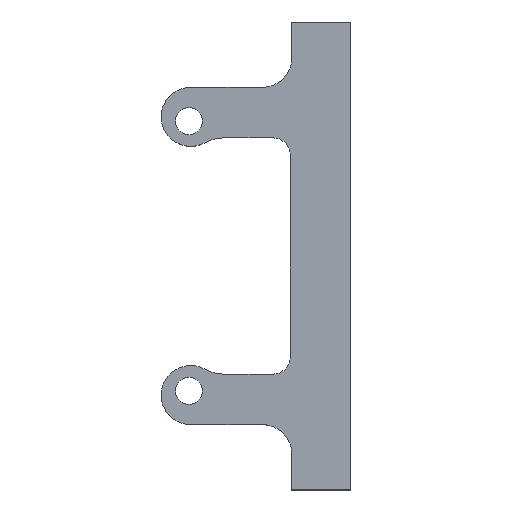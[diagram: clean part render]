
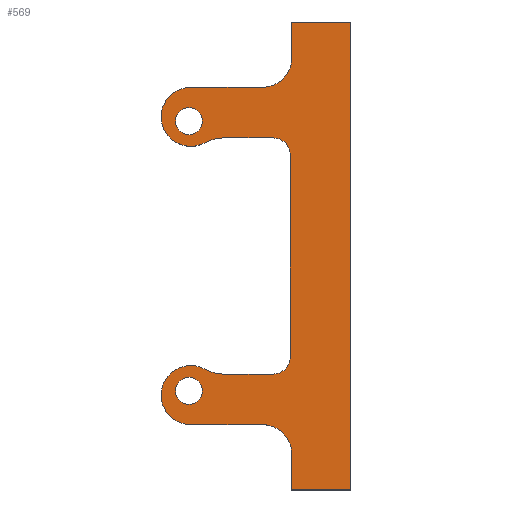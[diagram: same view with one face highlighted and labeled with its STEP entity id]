
A CAD part, top view. The second image highlights one B-rep face of the part: STEP entity #569.
In plain terms, the highlighted planar face has unit normal (0, 0, 1).
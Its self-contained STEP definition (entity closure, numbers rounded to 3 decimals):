
#22 = VERTEX_POINT('',#23);
#23 = CARTESIAN_POINT('',(6.75,-2.77,-1.61));
#40 = VERTEX_POINT('',#41);
#41 = CARTESIAN_POINT('',(15.25,-2.77,-1.61));
#47 = EDGE_CURVE('',#22,#40,#48,.T.);
#48 = LINE('',#49,#50);
#49 = CARTESIAN_POINT('',(6.75,-2.77,-1.61));
#50 = VECTOR('',#51,1.);
#51 = DIRECTION('',(1.,0.,0.));
#72 = VERTEX_POINT('',#73);
#73 = CARTESIAN_POINT('',(18.75,-6.27,-1.61));
#79 = EDGE_CURVE('',#40,#72,#80,.T.);
#80 = CIRCLE('',#81,3.5);
#81 = AXIS2_PLACEMENT_3D('',#82,#83,#84);
#82 = CARTESIAN_POINT('',(15.25,-6.27,-1.61));
#83 = DIRECTION('',(0.,0.,-1.));
#84 = DIRECTION('',(0.,1.,0.));
#104 = VERTEX_POINT('',#105);
#105 = CARTESIAN_POINT('',(18.75,-10.52,-1.61));
#111 = EDGE_CURVE('',#72,#104,#112,.T.);
#112 = LINE('',#113,#114);
#113 = CARTESIAN_POINT('',(18.75,-6.27,-1.61));
#114 = VECTOR('',#115,1.);
#115 = DIRECTION('',(0.,-1.,0.));
#135 = VERTEX_POINT('',#136);
#136 = CARTESIAN_POINT('',(25.75,-10.52,-1.61));
#142 = EDGE_CURVE('',#104,#135,#143,.T.);
#143 = LINE('',#144,#145);
#144 = CARTESIAN_POINT('',(18.75,-10.52,-1.61));
#145 = VECTOR('',#146,1.);
#146 = DIRECTION('',(1.,0.,0.));
#166 = VERTEX_POINT('',#167);
#167 = CARTESIAN_POINT('',(25.75,44.98,-1.61));
#173 = EDGE_CURVE('',#135,#166,#174,.T.);
#174 = LINE('',#175,#176);
#175 = CARTESIAN_POINT('',(25.75,-10.52,-1.61));
#176 = VECTOR('',#177,1.);
#177 = DIRECTION('',(0.,1.,0.));
#197 = VERTEX_POINT('',#198);
#198 = CARTESIAN_POINT('',(18.75,44.98,-1.61));
#204 = EDGE_CURVE('',#166,#197,#205,.T.);
#205 = LINE('',#206,#207);
#206 = CARTESIAN_POINT('',(25.75,44.98,-1.61));
#207 = VECTOR('',#208,1.);
#208 = DIRECTION('',(-1.,0.,0.));
#219 = VERTEX_POINT('',#220);
#220 = CARTESIAN_POINT('',(18.75,40.73,-1.61));
#235 = EDGE_CURVE('',#219,#197,#236,.T.);
#236 = LINE('',#237,#238);
#237 = CARTESIAN_POINT('',(18.75,40.73,-1.61));
#238 = VECTOR('',#239,1.);
#239 = DIRECTION('',(0.,1.,0.));
#260 = VERTEX_POINT('',#261);
#261 = CARTESIAN_POINT('',(15.25,37.23,-1.61));
#267 = EDGE_CURVE('',#219,#260,#268,.T.);
#268 = CIRCLE('',#269,3.5);
#269 = AXIS2_PLACEMENT_3D('',#270,#271,#272);
#270 = CARTESIAN_POINT('',(15.25,40.73,-1.61));
#271 = DIRECTION('',(0.,0.,-1.));
#272 = DIRECTION('',(0.,1.,0.));
#292 = VERTEX_POINT('',#293);
#293 = CARTESIAN_POINT('',(6.75,37.23,-1.61));
#299 = EDGE_CURVE('',#260,#292,#300,.T.);
#300 = LINE('',#301,#302);
#301 = CARTESIAN_POINT('',(15.25,37.23,-1.61));
#302 = VECTOR('',#303,1.);
#303 = DIRECTION('',(-1.,0.,0.));
#314 = VERTEX_POINT('',#315);
#315 = CARTESIAN_POINT('',(8.473,30.683,-1.61));
#331 = EDGE_CURVE('',#314,#292,#332,.T.);
#332 = CIRCLE('',#333,3.5);
#333 = AXIS2_PLACEMENT_3D('',#334,#335,#336);
#334 = CARTESIAN_POINT('',(6.75,33.73,-1.61));
#335 = DIRECTION('',(0.,0.,-1.));
#336 = DIRECTION('',(0.,1.,0.));
#357 = VERTEX_POINT('',#358);
#358 = CARTESIAN_POINT('',(10.55,31.23,-1.61));
#364 = EDGE_CURVE('',#314,#357,#365,.T.);
#365 = CIRCLE('',#366,4.22);
#366 = AXIS2_PLACEMENT_3D('',#367,#368,#369);
#367 = CARTESIAN_POINT('',(10.55,27.01,-1.61));
#368 = DIRECTION('',(0.,0.,-1.));
#369 = DIRECTION('',(0.,1.,0.));
#389 = VERTEX_POINT('',#390);
#390 = CARTESIAN_POINT('',(16.55,31.23,-1.61));
#396 = EDGE_CURVE('',#357,#389,#397,.T.);
#397 = LINE('',#398,#399);
#398 = CARTESIAN_POINT('',(10.55,31.23,-1.61));
#399 = VECTOR('',#400,1.);
#400 = DIRECTION('',(1.,0.,0.));
#421 = VERTEX_POINT('',#422);
#422 = CARTESIAN_POINT('',(18.55,29.23,-1.61));
#428 = EDGE_CURVE('',#389,#421,#429,.T.);
#429 = CIRCLE('',#430,2.);
#430 = AXIS2_PLACEMENT_3D('',#431,#432,#433);
#431 = CARTESIAN_POINT('',(16.55,29.23,-1.61));
#432 = DIRECTION('',(0.,0.,-1.));
#433 = DIRECTION('',(0.,1.,0.));
#454 = VERTEX_POINT('',#455);
#455 = CARTESIAN_POINT('',(8.473,3.777,-1.61));
#461 = EDGE_CURVE('',#22,#454,#462,.T.);
#462 = CIRCLE('',#463,3.5);
#463 = AXIS2_PLACEMENT_3D('',#464,#465,#466);
#464 = CARTESIAN_POINT('',(6.75,0.73,-1.61));
#465 = DIRECTION('',(0.,0.,-1.));
#466 = DIRECTION('',(0.,1.,0.));
#477 = VERTEX_POINT('',#478);
#478 = CARTESIAN_POINT('',(18.55,5.23,-1.61));
#496 = VERTEX_POINT('',#497);
#497 = CARTESIAN_POINT('',(16.55,3.23,-1.61));
#503 = EDGE_CURVE('',#477,#496,#504,.T.);
#504 = CIRCLE('',#505,2.);
#505 = AXIS2_PLACEMENT_3D('',#506,#507,#508);
#506 = CARTESIAN_POINT('',(16.55,5.23,-1.61));
#507 = DIRECTION('',(0.,0.,-1.));
#508 = DIRECTION('',(0.,1.,0.));
#519 = VERTEX_POINT('',#520);
#520 = CARTESIAN_POINT('',(10.55,3.23,-1.61));
#535 = EDGE_CURVE('',#519,#496,#536,.T.);
#536 = LINE('',#537,#538);
#537 = CARTESIAN_POINT('',(10.55,3.23,-1.61));
#538 = VECTOR('',#539,1.);
#539 = DIRECTION('',(1.,0.,0.));
#558 = EDGE_CURVE('',#519,#454,#559,.T.);
#559 = CIRCLE('',#560,4.22);
#560 = AXIS2_PLACEMENT_3D('',#561,#562,#563);
#561 = CARTESIAN_POINT('',(10.55,7.45,-1.61));
#562 = DIRECTION('',(0.,0.,-1.));
#563 = DIRECTION('',(0.,1.,0.));
#569 = ADVANCED_FACE('',(#570,#595,#606),#617,.T.);
#570 = FACE_BOUND('',#571,.T.);
#571 = EDGE_LOOP('',(#572,#573,#574,#575,#576,#577,#578,#579,#580,#581,
    #582,#583,#584,#585,#591,#592,#593,#594));
#572 = ORIENTED_EDGE('',*,*,#47,.T.);
#573 = ORIENTED_EDGE('',*,*,#79,.T.);
#574 = ORIENTED_EDGE('',*,*,#111,.T.);
#575 = ORIENTED_EDGE('',*,*,#142,.T.);
#576 = ORIENTED_EDGE('',*,*,#173,.T.);
#577 = ORIENTED_EDGE('',*,*,#204,.T.);
#578 = ORIENTED_EDGE('',*,*,#235,.F.);
#579 = ORIENTED_EDGE('',*,*,#267,.T.);
#580 = ORIENTED_EDGE('',*,*,#299,.T.);
#581 = ORIENTED_EDGE('',*,*,#331,.F.);
#582 = ORIENTED_EDGE('',*,*,#364,.T.);
#583 = ORIENTED_EDGE('',*,*,#396,.T.);
#584 = ORIENTED_EDGE('',*,*,#428,.T.);
#585 = ORIENTED_EDGE('',*,*,#586,.T.);
#586 = EDGE_CURVE('',#421,#477,#587,.T.);
#587 = LINE('',#588,#589);
#588 = CARTESIAN_POINT('',(18.55,29.23,-1.61));
#589 = VECTOR('',#590,1.);
#590 = DIRECTION('',(0.,-1.,0.));
#591 = ORIENTED_EDGE('',*,*,#503,.T.);
#592 = ORIENTED_EDGE('',*,*,#535,.F.);
#593 = ORIENTED_EDGE('',*,*,#558,.T.);
#594 = ORIENTED_EDGE('',*,*,#461,.F.);
#595 = FACE_BOUND('',#596,.T.);
#596 = EDGE_LOOP('',(#597));
#597 = ORIENTED_EDGE('',*,*,#598,.T.);
#598 = EDGE_CURVE('',#599,#599,#601,.T.);
#599 = VERTEX_POINT('',#600);
#600 = CARTESIAN_POINT('',(6.55,34.83,-1.61));
#601 = CIRCLE('',#602,1.6);
#602 = AXIS2_PLACEMENT_3D('',#603,#604,#605);
#603 = CARTESIAN_POINT('',(6.55,33.23,-1.61));
#604 = DIRECTION('',(0.,0.,-1.));
#605 = DIRECTION('',(0.,1.,0.));
#606 = FACE_BOUND('',#607,.T.);
#607 = EDGE_LOOP('',(#608));
#608 = ORIENTED_EDGE('',*,*,#609,.T.);
#609 = EDGE_CURVE('',#610,#610,#612,.T.);
#610 = VERTEX_POINT('',#611);
#611 = CARTESIAN_POINT('',(6.55,2.83,-1.61));
#612 = CIRCLE('',#613,1.6);
#613 = AXIS2_PLACEMENT_3D('',#614,#615,#616);
#614 = CARTESIAN_POINT('',(6.55,1.23,-1.61));
#615 = DIRECTION('',(0.,0.,-1.));
#616 = DIRECTION('',(0.,1.,0.));
#617 = PLANE('',#618);
#618 = AXIS2_PLACEMENT_3D('',#619,#620,#621);
#619 = CARTESIAN_POINT('',(16.933,17.23,-1.61));
#620 = DIRECTION('',(0.,0.,1.));
#621 = DIRECTION('',(1.,0.,0.));
